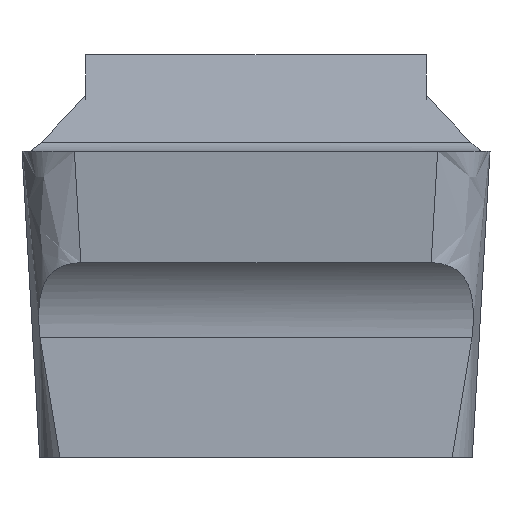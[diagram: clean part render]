
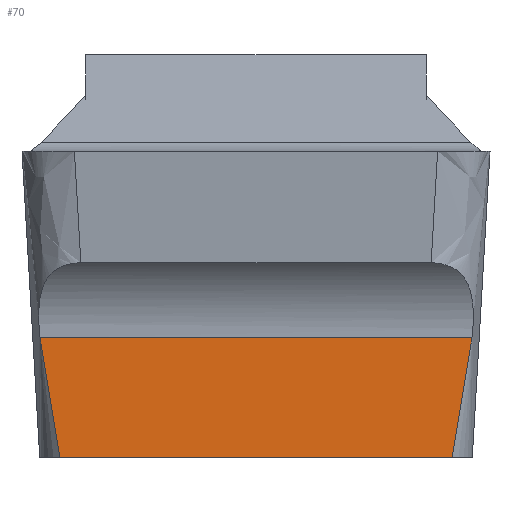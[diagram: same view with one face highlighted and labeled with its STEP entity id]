
A CAD part, front view. The second image highlights one B-rep face of the part: STEP entity #70.
In plain terms, the highlighted planar face has unit normal (0, -1, 0).
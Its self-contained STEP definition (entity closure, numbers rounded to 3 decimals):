
#55=B_SPLINE_CURVE_WITH_KNOTS('',3,(#870,#871,#872,#873,#874,#875,#876),
 .UNSPECIFIED.,.F.,.F.,(4,3,4),(0.,0.855,1.),.UNSPECIFIED.);
#56=B_SPLINE_CURVE_WITH_KNOTS('',3,(#880,#881,#882,#883,#884,#885,#886),
 .UNSPECIFIED.,.F.,.F.,(4,3,4),(0.,0.863,1.),.UNSPECIFIED.);
#70=ADVANCED_FACE('SIDE_IB_1_SU3',(#118),#97,.F.);
#97=PLANE('',#591);
#118=FACE_OUTER_BOUND('',#146,.T.);
#146=EDGE_LOOP('',(#195,#196,#197,#198));
#195=ORIENTED_EDGE('',*,*,#401,.F.);
#196=ORIENTED_EDGE('',*,*,#402,.F.);
#197=ORIENTED_EDGE('',*,*,#403,.F.);
#198=ORIENTED_EDGE('',*,*,#387,.F.);
#335=VERTEX_POINT('',#786);
#336=VERTEX_POINT('',#788);
#347=VERTEX_POINT('',#877);
#348=VERTEX_POINT('',#879);
#387=EDGE_CURVE('',#335,#336,#463,.T.);
#401=EDGE_CURVE('',#347,#335,#55,.T.);
#402=EDGE_CURVE('',#348,#347,#471,.T.);
#403=EDGE_CURVE('',#336,#348,#56,.T.);
#463=LINE('',#787,#509);
#471=LINE('',#878,#517);
#509=VECTOR('',#632,1.);
#517=VECTOR('',#646,1.);
#591=AXIS2_PLACEMENT_3D('',#887,#647,#648);
#632=DIRECTION('',(-1.,0.,0.));
#646=DIRECTION('',(1.,0.,0.));
#647=DIRECTION('',(0.,1.,0.));
#648=DIRECTION('',(0.,0.,1.));
#786=CARTESIAN_POINT('',(2.991,-12.051,-4.672));
#787=CARTESIAN_POINT('',(-3.12,-12.051,-4.672));
#788=CARTESIAN_POINT('',(-2.991,-12.051,-4.672));
#870=CARTESIAN_POINT('',(3.293,-12.051,-2.851));
#871=CARTESIAN_POINT('',(3.225,-12.051,-3.372));
#872=CARTESIAN_POINT('',(3.147,-12.051,-3.893));
#873=CARTESIAN_POINT('',(3.045,-12.051,-4.409));
#874=CARTESIAN_POINT('',(3.028,-12.051,-4.497));
#875=CARTESIAN_POINT('',(3.01,-12.051,-4.584));
#876=CARTESIAN_POINT('',(2.991,-12.051,-4.672));
#877=CARTESIAN_POINT('',(3.293,-12.051,-2.851));
#878=CARTESIAN_POINT('',(5.,-12.051,-2.851));
#879=CARTESIAN_POINT('',(-3.293,-12.051,-2.851));
#880=CARTESIAN_POINT('',(-2.991,-12.051,-4.672));
#881=CARTESIAN_POINT('',(-3.103,-12.051,-4.152));
#882=CARTESIAN_POINT('',(-3.187,-12.051,-3.627));
#883=CARTESIAN_POINT('',(-3.26,-12.051,-3.1));
#884=CARTESIAN_POINT('',(-3.271,-12.051,-3.017));
#885=CARTESIAN_POINT('',(-3.283,-12.051,-2.934));
#886=CARTESIAN_POINT('',(-3.293,-12.051,-2.851));
#887=CARTESIAN_POINT('',(-3.12,-12.051,-6.172));
